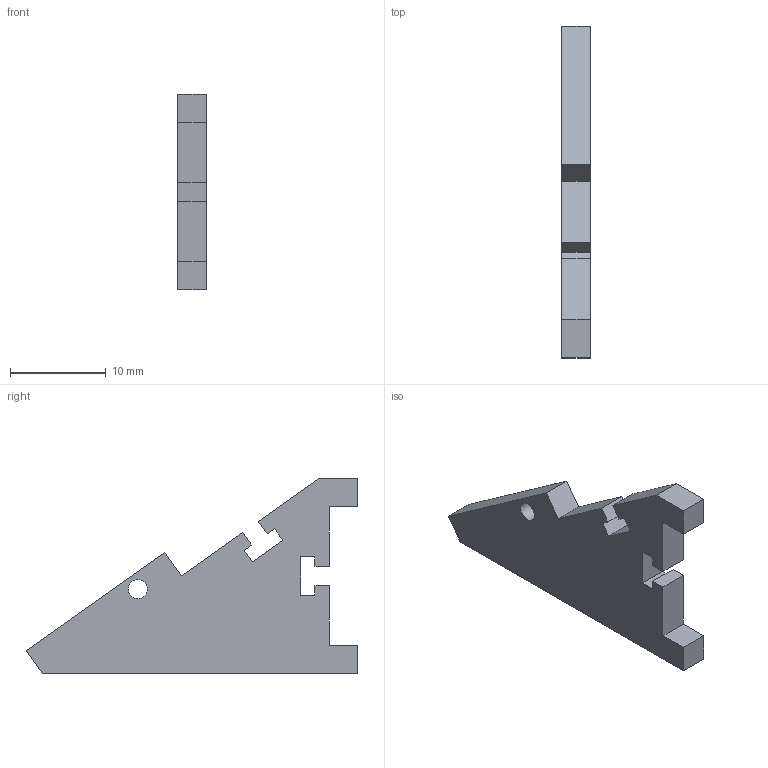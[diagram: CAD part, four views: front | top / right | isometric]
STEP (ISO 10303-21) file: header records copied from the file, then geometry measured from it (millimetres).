
FILE_DESCRIPTION(/* description */ (''),/* implementation_level */ '2;1');
FILE_NAME(/* name */ 'SidePlateL.step',/* time_stamp */ '2018-05-15T22:36:20+10:00',/* author */ (''),/* organization */ (''),/* preprocessor_version */ 'ST-DEVELOPER v17',/* originating_system */ 'Autodesk Translation Framework v7.1.0.215',/* authorisation */ '');
FILE_SCHEMA (('AUTOMOTIVE_DESIGN { 1 0 10303 214 3 1 1 }'));
Length unit declared in the file: millimetre
Products named in the file (1): SidePlateL
Bounding box: 3 x 34.74 x 20.51 mm (x, y, z)
Volume: 1104.3 mm3; surface area: 1130.2 mm2
Topology: 1 solids, 1 shells, 30 faces, 84 edges, 56 vertices
Faces by surface type: plane 29, cylinder 1
Full cylindrical faces by diameter (mm): 2 x1
Entity records: 994 total; most frequent: CARTESIAN_POINT 171, ORIENTED_EDGE 168, DIRECTION 148, EDGE_CURVE 84, LINE 82, VECTOR 82, VERTEX_POINT 56, AXIS2_PLACEMENT_3D 33
